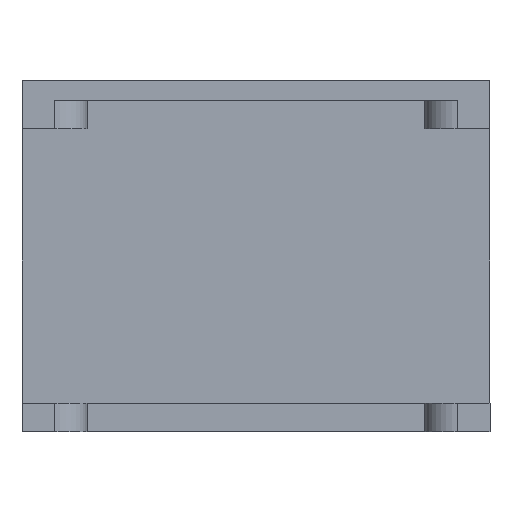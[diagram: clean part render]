
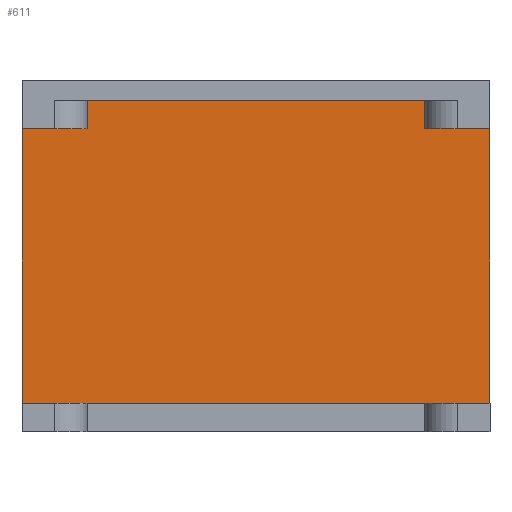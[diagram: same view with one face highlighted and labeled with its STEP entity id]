
A CAD part, front view. The second image highlights one B-rep face of the part: STEP entity #611.
In plain terms, the highlighted planar face has unit normal (0, -1, 0).
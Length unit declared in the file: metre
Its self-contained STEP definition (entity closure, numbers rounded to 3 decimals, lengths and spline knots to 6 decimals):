
#132=ORIENTED_EDGE('',*,*,#244,.F.);
#133=ORIENTED_EDGE('',*,*,#233,.T.);
#134=ORIENTED_EDGE('',*,*,#254,.T.);
#135=ORIENTED_EDGE('',*,*,#239,.F.);
#233=EDGE_CURVE('',#309,#308,#369,.T.);
#239=EDGE_CURVE('',#313,#314,#373,.T.);
#244=EDGE_CURVE('',#309,#313,#376,.T.);
#254=EDGE_CURVE('',#308,#314,#382,.T.);
#308=VERTEX_POINT('',#919);
#309=VERTEX_POINT('',#921);
#313=VERTEX_POINT('',#932);
#314=VERTEX_POINT('',#934);
#369=LINE('',#920,#431);
#373=LINE('',#933,#435);
#376=LINE('',#944,#438);
#382=LINE('',#966,#444);
#431=VECTOR('',#742,1.);
#435=VECTOR('',#754,1.);
#438=VECTOR('',#765,1.);
#444=VECTOR('',#787,1.);
#497=EDGE_LOOP('',(#132,#133,#134,#135));
#547=FACE_BOUND('',#497,.T.);
#583=PLANE('',#670);
#611=ADVANCED_FACE('',(#547),#583,.F.);
#670=AXIS2_PLACEMENT_3D('',#978,#796,#797);
#742=DIRECTION('',(0.,0.,1.));
#754=DIRECTION('',(0.,0.,1.));
#765=DIRECTION('',(-1.,0.,0.));
#787=DIRECTION('',(-1.,0.,0.));
#796=DIRECTION('',(0.,1.,0.));
#797=DIRECTION('',(-1.,0.,0.));
#919=CARTESIAN_POINT('',(0.023246,0.00675,0.0329));
#920=CARTESIAN_POINT('',(0.02325,0.00675,0.01645));
#921=CARTESIAN_POINT('',(0.02325,0.00675,0.0028));
#932=CARTESIAN_POINT('',(-0.02325,0.00675,0.0028));
#933=CARTESIAN_POINT('',(-0.02325,0.00675,0.01645));
#934=CARTESIAN_POINT('',(-0.023246,0.00675,0.0329));
#944=CARTESIAN_POINT('',(0.011625,0.00675,0.0028));
#966=CARTESIAN_POINT('',(0.,0.00675,0.0329));
#978=CARTESIAN_POINT('',(0.,0.00675,0.01645));
